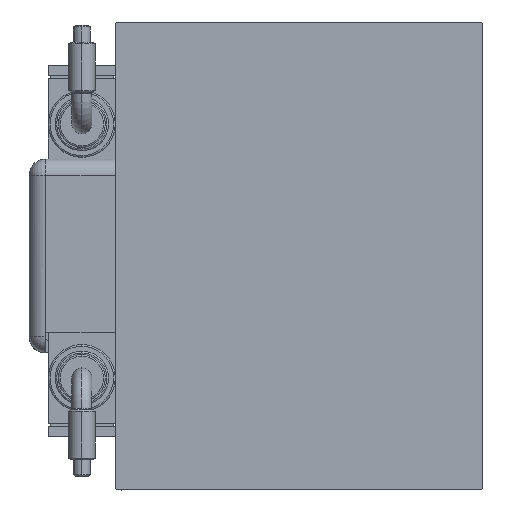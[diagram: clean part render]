
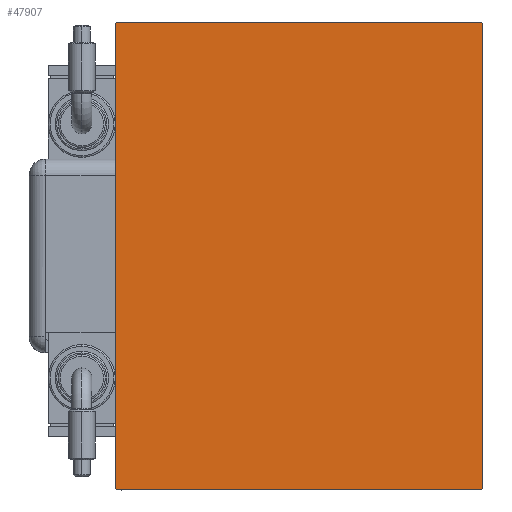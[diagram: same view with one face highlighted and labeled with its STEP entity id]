
A CAD part, left-side view. The second image highlights one B-rep face of the part: STEP entity #47907.
In plain terms, the highlighted face is planar.
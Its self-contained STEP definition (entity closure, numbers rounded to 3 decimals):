
#18 = CARTESIAN_POINT ( 'NONE',  ( 173., 62.35, 62.35 ) ) ;
#939 = PLANE ( 'NONE',  #7535 ) ;
#1032 = VECTOR ( 'NONE', #22084, 1000. ) ;
#2132 = CARTESIAN_POINT ( 'NONE',  ( 173., 55., 69.7 ) ) ;
#3140 = CARTESIAN_POINT ( 'NONE',  ( 173., 62.35, -62.35 ) ) ;
#3471 = VECTOR ( 'NONE', #23366, 1000. ) ;
#3866 = LINE ( 'NONE', #13015, #48542 ) ;
#4188 = VERTEX_POINT ( 'NONE', #31949 ) ;
#4457 = DIRECTION ( 'NONE',  ( 0., 1., 0. ) ) ;
#7535 = AXIS2_PLACEMENT_3D ( 'NONE', #37982, #42898, #42586 ) ;
#7765 = VECTOR ( 'NONE', #43836, 1000. ) ;
#9789 = LINE ( 'NONE', #18, #31655 ) ;
#11121 = EDGE_CURVE ( 'NONE', #48422, #19952, #3866, .T. ) ;
#13015 = CARTESIAN_POINT ( 'NONE',  ( 173., -55., -70. ) ) ;
#14383 = ORIENTED_EDGE ( 'NONE', *, *, #18598, .T. ) ;
#15852 = VECTOR ( 'NONE', #29220, 1000. ) ;
#17270 = VERTEX_POINT ( 'NONE', #2132 ) ;
#17685 = LINE ( 'NONE', #54145, #45340 ) ;
#18463 = ORIENTED_EDGE ( 'NONE', *, *, #27734, .T. ) ;
#18598 = EDGE_CURVE ( 'NONE', #4188, #48422, #42931, .T. ) ;
#19627 = CARTESIAN_POINT ( 'NONE',  ( 173., -62.35, -62.35 ) ) ;
#19952 = VERTEX_POINT ( 'NONE', #42176 ) ;
#21928 = CARTESIAN_POINT ( 'NONE',  ( 173., -54.7, -70. ) ) ;
#22084 = DIRECTION ( 'NONE',  ( 0., 0.707, 0.707 ) ) ;
#22918 = ORIENTED_EDGE ( 'NONE', *, *, #49622, .T. ) ;
#23366 = DIRECTION ( 'NONE',  ( 0., -0.707, -0.707 ) ) ;
#24001 = LINE ( 'NONE', #29816, #15852 ) ;
#24272 = CARTESIAN_POINT ( 'NONE',  ( 173., -62.35, 62.35 ) ) ;
#25057 = EDGE_CURVE ( 'NONE', #19952, #32808, #49365, .T. ) ;
#25202 = VECTOR ( 'NONE', #45239, 1000. ) ;
#25580 = CARTESIAN_POINT ( 'NONE',  ( 173., 54.7, 70. ) ) ;
#26569 = DIRECTION ( 'NONE',  ( 0., 0., -1. ) ) ;
#27734 = EDGE_CURVE ( 'NONE', #33321, #39264, #24001, .T. ) ;
#28876 = LINE ( 'NONE', #24272, #3471 ) ;
#29220 = DIRECTION ( 'NONE',  ( 0., -1., 0. ) ) ;
#29816 = CARTESIAN_POINT ( 'NONE',  ( 173., 55., 70. ) ) ;
#31655 = VECTOR ( 'NONE', #46564, 1000. ) ;
#31949 = CARTESIAN_POINT ( 'NONE',  ( 173., -55., -69.7 ) ) ;
#32808 = VERTEX_POINT ( 'NONE', #50207 ) ;
#33321 = VERTEX_POINT ( 'NONE', #25580 ) ;
#34003 = EDGE_LOOP ( 'NONE', ( #41039, #42662, #22918, #39714, #18463, #56824, #39053, #14383 ) ) ;
#35742 = LINE ( 'NONE', #49808, #25202 ) ;
#36812 = EDGE_CURVE ( 'NONE', #17270, #33321, #9789, .T. ) ;
#37982 = CARTESIAN_POINT ( 'NONE',  ( 173., 0., 0. ) ) ;
#39053 = ORIENTED_EDGE ( 'NONE', *, *, #58670, .T. ) ;
#39264 = VERTEX_POINT ( 'NONE', #47867 ) ;
#39353 = EDGE_CURVE ( 'NONE', #39264, #46420, #28876, .T. ) ;
#39714 = ORIENTED_EDGE ( 'NONE', *, *, #36812, .T. ) ;
#41039 = ORIENTED_EDGE ( 'NONE', *, *, #11121, .T. ) ;
#42176 = CARTESIAN_POINT ( 'NONE',  ( 173., 54.7, -70. ) ) ;
#42586 = DIRECTION ( 'NONE',  ( 0., 0., -1. ) ) ;
#42662 = ORIENTED_EDGE ( 'NONE', *, *, #25057, .T. ) ;
#42898 = DIRECTION ( 'NONE',  ( 1., 0., 0. ) ) ;
#42931 = LINE ( 'NONE', #19627, #7765 ) ;
#43836 = DIRECTION ( 'NONE',  ( 0., 0.707, -0.707 ) ) ;
#45239 = DIRECTION ( 'NONE',  ( 0., 0., 1. ) ) ;
#45340 = VECTOR ( 'NONE', #26569, 1000. ) ;
#46420 = VERTEX_POINT ( 'NONE', #49104 ) ;
#46564 = DIRECTION ( 'NONE',  ( 0., -0.707, 0.707 ) ) ;
#47867 = CARTESIAN_POINT ( 'NONE',  ( 173., -54.7, 70. ) ) ;
#47907 = ADVANCED_FACE ( 'NONE', ( #56052 ), #939, .T. ) ;
#48422 = VERTEX_POINT ( 'NONE', #21928 ) ;
#48542 = VECTOR ( 'NONE', #4457, 1000. ) ;
#49104 = CARTESIAN_POINT ( 'NONE',  ( 173., -55., 69.7 ) ) ;
#49365 = LINE ( 'NONE', #3140, #1032 ) ;
#49622 = EDGE_CURVE ( 'NONE', #32808, #17270, #35742, .T. ) ;
#49808 = CARTESIAN_POINT ( 'NONE',  ( 173., 55., -70. ) ) ;
#50207 = CARTESIAN_POINT ( 'NONE',  ( 173., 55., -69.7 ) ) ;
#54145 = CARTESIAN_POINT ( 'NONE',  ( 173., -55., 70. ) ) ;
#56052 = FACE_OUTER_BOUND ( 'NONE', #34003, .T. ) ;
#56824 = ORIENTED_EDGE ( 'NONE', *, *, #39353, .T. ) ;
#58670 = EDGE_CURVE ( 'NONE', #46420, #4188, #17685, .T. ) ;
